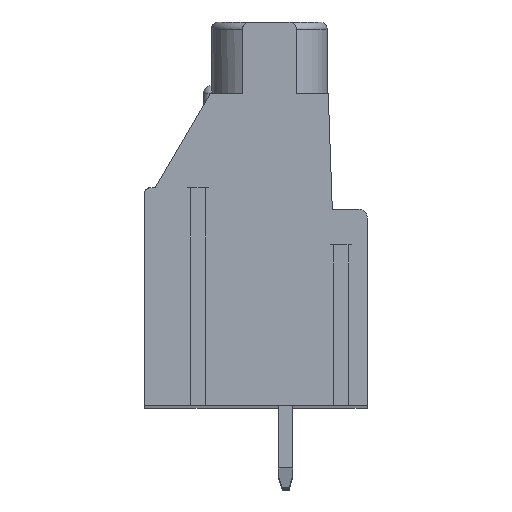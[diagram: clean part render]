
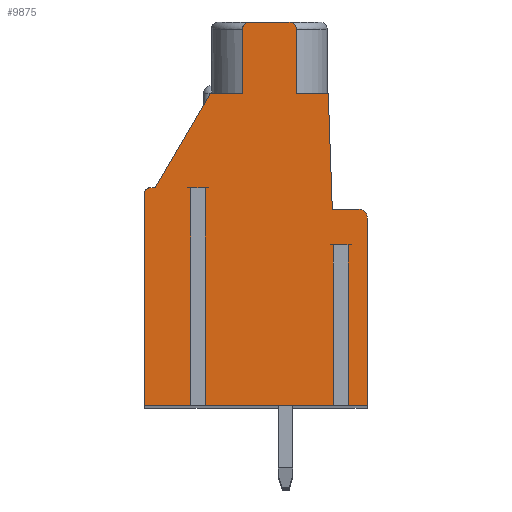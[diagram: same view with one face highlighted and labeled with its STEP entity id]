
A CAD part, top view. The second image highlights one B-rep face of the part: STEP entity #9875.
In plain terms, the highlighted planar face has unit normal (0, 0, 1).
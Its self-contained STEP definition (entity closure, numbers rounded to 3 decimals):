
#27=DIRECTION('',(-1.,0.,0.));
#28=VECTOR('',#27,0.82);
#29=CARTESIAN_POINT('',(-2.09,1.2,80.01));
#30=LINE('',#29,#28);
#31=DIRECTION('',(0.,1.,0.));
#32=VECTOR('',#31,12.2);
#33=CARTESIAN_POINT('',(-2.91,-11.,80.01));
#34=LINE('',#33,#32);
#35=DIRECTION('',(1.,0.,0.));
#36=VECTOR('',#35,2.59);
#37=CARTESIAN_POINT('',(-5.5,-11.,80.01));
#38=LINE('',#37,#36);
#39=DIRECTION('',(0.,-1.,0.));
#40=VECTOR('',#39,11.9);
#41=CARTESIAN_POINT('',(-5.5,0.9,80.01));
#42=LINE('',#41,#40);
#43=CARTESIAN_POINT('',(-5.2,0.9,80.01));
#44=DIRECTION('',(0.,0.,1.));
#45=DIRECTION('',(0.,1.,0.));
#46=AXIS2_PLACEMENT_3D('',#43,#44,#45);
#48=DIRECTION('',(-1.,0.,0.));
#49=VECTOR('',#48,0.3);
#50=CARTESIAN_POINT('',(-4.9,1.2,80.01));
#51=LINE('',#50,#49);
#52=DIRECTION('',(-0.505,-0.863,0.));
#53=VECTOR('',#52,6.14);
#54=CARTESIAN_POINT('',(-1.8,6.5,80.01));
#55=LINE('',#54,#53);
#56=DIRECTION('',(-1.,0.,0.));
#57=VECTOR('',#56,1.8);
#58=CARTESIAN_POINT('',(0.,6.5,80.01));
#59=LINE('',#58,#57);
#60=DIRECTION('',(0.,-1.,0.));
#61=VECTOR('',#60,3.6);
#62=CARTESIAN_POINT('',(0.,10.1,80.01));
#63=LINE('',#62,#61);
#64=CARTESIAN_POINT('',(0.4,10.1,80.01));
#65=DIRECTION('',(0.,0.,1.));
#66=DIRECTION('',(0.,1.,0.));
#67=AXIS2_PLACEMENT_3D('',#64,#65,#66);
#69=DIRECTION('',(-1.,0.,0.));
#70=VECTOR('',#69,2.2);
#71=CARTESIAN_POINT('',(2.6,10.5,80.01));
#72=LINE('',#71,#70);
#73=CARTESIAN_POINT('',(2.6,10.1,80.01));
#74=DIRECTION('',(0.,0.,1.));
#75=DIRECTION('',(1.,0.,0.));
#76=AXIS2_PLACEMENT_3D('',#73,#74,#75);
#78=DIRECTION('',(0.,1.,0.));
#79=VECTOR('',#78,3.6);
#80=CARTESIAN_POINT('',(3.,6.5,80.01));
#81=LINE('',#80,#79);
#82=DIRECTION('',(-1.,0.,0.));
#83=VECTOR('',#82,1.8);
#84=CARTESIAN_POINT('',(4.8,6.5,80.01));
#85=LINE('',#84,#83);
#86=DIRECTION('',(-0.035,0.999,0.));
#87=VECTOR('',#86,6.504);
#88=CARTESIAN_POINT('',(5.027,0.,80.01));
#89=LINE('',#88,#87);
#90=DIRECTION('',(-1.,0.,0.));
#91=VECTOR('',#90,1.473);
#92=CARTESIAN_POINT('',(6.5,0.,80.01));
#93=LINE('',#92,#91);
#94=CARTESIAN_POINT('',(6.5,-0.5,80.01));
#95=DIRECTION('',(0.,0.,1.));
#96=DIRECTION('',(1.,0.,0.));
#97=AXIS2_PLACEMENT_3D('',#94,#95,#96);
#99=DIRECTION('',(0.,1.,0.));
#100=VECTOR('',#99,10.5);
#101=CARTESIAN_POINT('',(7.,-11.,80.01));
#102=LINE('',#101,#100);
#103=DIRECTION('',(1.,0.,0.));
#104=VECTOR('',#103,1.09);
#105=CARTESIAN_POINT('',(5.91,-11.,80.01));
#106=LINE('',#105,#104);
#107=DIRECTION('',(0.,1.,0.));
#108=VECTOR('',#107,9.);
#109=CARTESIAN_POINT('',(5.91,-11.,80.01));
#110=LINE('',#109,#108);
#111=DIRECTION('',(-1.,0.,0.));
#112=VECTOR('',#111,0.82);
#113=CARTESIAN_POINT('',(5.91,-2.,80.01));
#114=LINE('',#113,#112);
#115=DIRECTION('',(0.,1.,0.));
#116=VECTOR('',#115,9.);
#117=CARTESIAN_POINT('',(5.09,-11.,80.01));
#118=LINE('',#117,#116);
#119=DIRECTION('',(1.,0.,0.));
#120=VECTOR('',#119,7.18);
#121=CARTESIAN_POINT('',(-2.09,-11.,80.01));
#122=LINE('',#121,#120);
#123=DIRECTION('',(0.,1.,0.));
#124=VECTOR('',#123,12.2);
#125=CARTESIAN_POINT('',(-2.09,-11.,80.01));
#126=LINE('',#125,#124);
#7799=CARTESIAN_POINT('',(7.,-11.,80.01));
#7800=CARTESIAN_POINT('',(7.,-0.5,80.01));
#7801=VERTEX_POINT('',#7799);
#7802=VERTEX_POINT('',#7800);
#7803=CARTESIAN_POINT('',(6.5,0.,80.01));
#7804=VERTEX_POINT('',#7803);
#7805=CARTESIAN_POINT('',(5.027,0.,80.01));
#7806=VERTEX_POINT('',#7805);
#7807=CARTESIAN_POINT('',(4.8,6.5,80.01));
#7808=VERTEX_POINT('',#7807);
#7809=CARTESIAN_POINT('',(3.,6.5,80.01));
#7810=VERTEX_POINT('',#7809);
#7811=CARTESIAN_POINT('',(3.,10.1,80.01));
#7812=VERTEX_POINT('',#7811);
#7813=CARTESIAN_POINT('',(2.6,10.5,80.01));
#7814=VERTEX_POINT('',#7813);
#7815=CARTESIAN_POINT('',(0.4,10.5,80.01));
#7816=VERTEX_POINT('',#7815);
#7817=CARTESIAN_POINT('',(0.,10.1,80.01));
#7818=VERTEX_POINT('',#7817);
#7819=CARTESIAN_POINT('',(0.,6.5,80.01));
#7820=VERTEX_POINT('',#7819);
#7821=CARTESIAN_POINT('',(-1.8,6.5,80.01));
#7822=VERTEX_POINT('',#7821);
#7823=CARTESIAN_POINT('',(-4.9,1.2,80.01));
#7824=VERTEX_POINT('',#7823);
#7825=CARTESIAN_POINT('',(-5.2,1.2,80.01));
#7826=VERTEX_POINT('',#7825);
#7827=CARTESIAN_POINT('',(-5.5,0.9,80.01));
#7828=VERTEX_POINT('',#7827);
#7829=CARTESIAN_POINT('',(-5.5,-11.,80.01));
#7830=VERTEX_POINT('',#7829);
#7951=CARTESIAN_POINT('',(5.91,-2.,80.01));
#7952=CARTESIAN_POINT('',(5.09,-2.,80.01));
#7953=VERTEX_POINT('',#7951);
#7954=VERTEX_POINT('',#7952);
#7955=CARTESIAN_POINT('',(5.09,-11.,80.01));
#7956=VERTEX_POINT('',#7955);
#7957=CARTESIAN_POINT('',(5.91,-11.,80.01));
#7958=VERTEX_POINT('',#7957);
#7975=CARTESIAN_POINT('',(-2.09,1.2,80.01));
#7976=CARTESIAN_POINT('',(-2.91,1.2,80.01));
#7977=VERTEX_POINT('',#7975);
#7978=VERTEX_POINT('',#7976);
#7979=CARTESIAN_POINT('',(-2.09,-11.,80.01));
#7980=VERTEX_POINT('',#7979);
#7981=CARTESIAN_POINT('',(-2.91,-11.,80.01));
#7982=VERTEX_POINT('',#7981);
#9820=CARTESIAN_POINT('',(0.,0.,80.01));
#9821=DIRECTION('',(0.,0.,1.));
#9822=DIRECTION('',(1.,0.,0.));
#9823=AXIS2_PLACEMENT_3D('',#9820,#9821,#9822);
#9824=PLANE('',#9823);
#9826=ORIENTED_EDGE('',*,*,#9825,.T.);
#9828=ORIENTED_EDGE('',*,*,#9827,.F.);
#9830=ORIENTED_EDGE('',*,*,#9829,.F.);
#9832=ORIENTED_EDGE('',*,*,#9831,.F.);
#9834=ORIENTED_EDGE('',*,*,#9833,.F.);
#9836=ORIENTED_EDGE('',*,*,#9835,.F.);
#9838=ORIENTED_EDGE('',*,*,#9837,.F.);
#9840=ORIENTED_EDGE('',*,*,#9839,.F.);
#9842=ORIENTED_EDGE('',*,*,#9841,.F.);
#9844=ORIENTED_EDGE('',*,*,#9843,.F.);
#9846=ORIENTED_EDGE('',*,*,#9845,.F.);
#9848=ORIENTED_EDGE('',*,*,#9847,.F.);
#9850=ORIENTED_EDGE('',*,*,#9849,.F.);
#9852=ORIENTED_EDGE('',*,*,#9851,.F.);
#9854=ORIENTED_EDGE('',*,*,#9853,.F.);
#9856=ORIENTED_EDGE('',*,*,#9855,.F.);
#9858=ORIENTED_EDGE('',*,*,#9857,.F.);
#9860=ORIENTED_EDGE('',*,*,#9859,.F.);
#9862=ORIENTED_EDGE('',*,*,#9861,.F.);
#9864=ORIENTED_EDGE('',*,*,#9863,.T.);
#9866=ORIENTED_EDGE('',*,*,#9865,.T.);
#9868=ORIENTED_EDGE('',*,*,#9867,.F.);
#9870=ORIENTED_EDGE('',*,*,#9869,.F.);
#9872=ORIENTED_EDGE('',*,*,#9871,.T.);
#9873=EDGE_LOOP('',(#9826,#9828,#9830,#9832,#9834,#9836,#9838,#9840,#9842,#9844,
#9846,#9848,#9850,#9852,#9854,#9856,#9858,#9860,#9862,#9864,#9866,#9868,#9870,
#9872));
#9874=FACE_OUTER_BOUND('',#9873,.F.);
#47=CIRCLE('',#46,0.3);
#68=CIRCLE('',#67,0.4);
#77=CIRCLE('',#76,0.4);
#98=CIRCLE('',#97,0.5);
#9825=EDGE_CURVE('',#7977,#7978,#30,.T.);
#9827=EDGE_CURVE('',#7982,#7978,#34,.T.);
#9829=EDGE_CURVE('',#7830,#7982,#38,.T.);
#9831=EDGE_CURVE('',#7828,#7830,#42,.T.);
#9833=EDGE_CURVE('',#7826,#7828,#47,.T.);
#9835=EDGE_CURVE('',#7824,#7826,#51,.T.);
#9837=EDGE_CURVE('',#7822,#7824,#55,.T.);
#9839=EDGE_CURVE('',#7820,#7822,#59,.T.);
#9841=EDGE_CURVE('',#7818,#7820,#63,.T.);
#9843=EDGE_CURVE('',#7816,#7818,#68,.T.);
#9845=EDGE_CURVE('',#7814,#7816,#72,.T.);
#9847=EDGE_CURVE('',#7812,#7814,#77,.T.);
#9849=EDGE_CURVE('',#7810,#7812,#81,.T.);
#9851=EDGE_CURVE('',#7808,#7810,#85,.T.);
#9853=EDGE_CURVE('',#7806,#7808,#89,.T.);
#9855=EDGE_CURVE('',#7804,#7806,#93,.T.);
#9857=EDGE_CURVE('',#7802,#7804,#98,.T.);
#9859=EDGE_CURVE('',#7801,#7802,#102,.T.);
#9861=EDGE_CURVE('',#7958,#7801,#106,.T.);
#9863=EDGE_CURVE('',#7958,#7953,#110,.T.);
#9865=EDGE_CURVE('',#7953,#7954,#114,.T.);
#9867=EDGE_CURVE('',#7956,#7954,#118,.T.);
#9869=EDGE_CURVE('',#7980,#7956,#122,.T.);
#9871=EDGE_CURVE('',#7980,#7977,#126,.T.);
#9875=ADVANCED_FACE('',(#9874),#9824,.T.);
